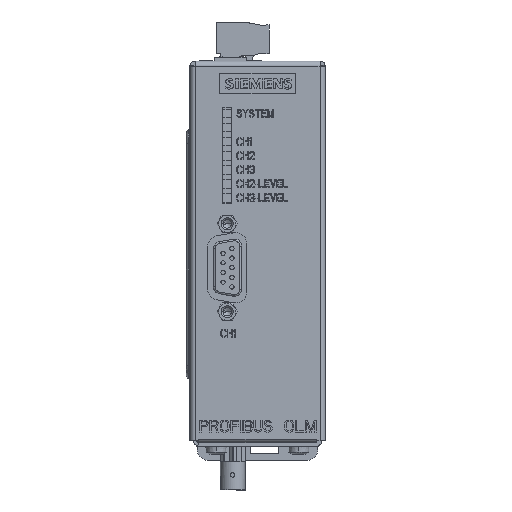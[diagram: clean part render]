
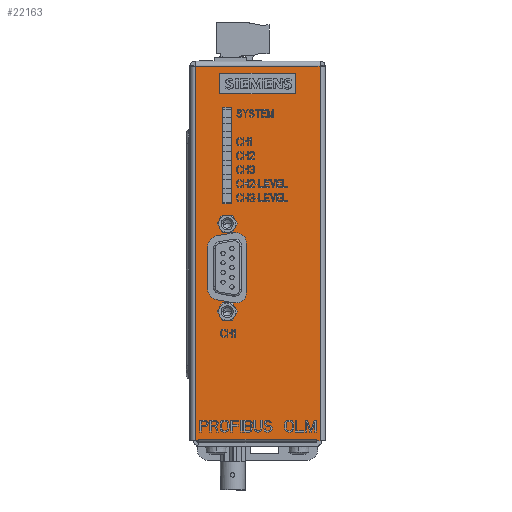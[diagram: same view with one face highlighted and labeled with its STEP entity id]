
A CAD part, front view. The second image highlights one B-rep face of the part: STEP entity #22163.
In plain terms, the highlighted face is planar.
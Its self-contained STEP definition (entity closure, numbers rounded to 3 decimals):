
#1391=CIRCLE('',#78719,3.);
#1392=CIRCLE('',#78722,3.);
#1393=CIRCLE('',#78725,3.);
#1394=CIRCLE('',#78728,3.);
#1429=CIRCLE('',#78946,2.45);
#1430=CIRCLE('',#78947,2.45);
#1431=CIRCLE('',#78948,2.45);
#1432=CIRCLE('',#78949,2.45);
#2075=FACE_BOUND('',#29074,.T.);
#2076=FACE_BOUND('',#29075,.T.);
#2077=FACE_BOUND('',#29076,.T.);
#2078=FACE_BOUND('',#29077,.T.);
#2079=FACE_BOUND('',#29078,.T.);
#2080=FACE_BOUND('',#29079,.T.);
#22163=ADVANCED_FACE('NONE',(#2075,#2076,#2077,#2078,#2079,#2080),#24429,
 .T.);
#24429=PLANE('',#78950);
#29074=EDGE_LOOP('',(#38615,#38616,#38617,#38618));
#29075=EDGE_LOOP('',(#38619,#38620,#38621,#38622,#38623,#38624,#38625,#38626));
#29076=EDGE_LOOP('',(#38627,#38628,#38629,#38630,#38631,#38632,#38633,#38634));
#29077=EDGE_LOOP('',(#38635,#38636));
#29078=EDGE_LOOP('',(#38637,#38638));
#29079=EDGE_LOOP('',(#38639,#38640,#38641,#38642));
#38615=ORIENTED_EDGE('',*,*,#56702,.T.);
#38616=ORIENTED_EDGE('',*,*,#57154,.T.);
#38617=ORIENTED_EDGE('',*,*,#56699,.T.);
#38618=ORIENTED_EDGE('',*,*,#57155,.T.);
#38619=ORIENTED_EDGE('',*,*,#56354,.F.);
#38620=ORIENTED_EDGE('',*,*,#56707,.T.);
#38621=ORIENTED_EDGE('',*,*,#56703,.T.);
#38622=ORIENTED_EDGE('',*,*,#57146,.T.);
#38623=ORIENTED_EDGE('',*,*,#57156,.F.);
#38624=ORIENTED_EDGE('',*,*,#57157,.F.);
#38625=ORIENTED_EDGE('',*,*,#56732,.T.);
#38626=ORIENTED_EDGE('',*,*,#56706,.T.);
#38627=ORIENTED_EDGE('',*,*,#56722,.T.);
#38628=ORIENTED_EDGE('',*,*,#56723,.T.);
#38629=ORIENTED_EDGE('',*,*,#56709,.T.);
#38630=ORIENTED_EDGE('',*,*,#56712,.T.);
#38631=ORIENTED_EDGE('',*,*,#56714,.T.);
#38632=ORIENTED_EDGE('',*,*,#56716,.T.);
#38633=ORIENTED_EDGE('',*,*,#56718,.T.);
#38634=ORIENTED_EDGE('',*,*,#56720,.T.);
#38635=ORIENTED_EDGE('',*,*,#57158,.T.);
#38636=ORIENTED_EDGE('',*,*,#57159,.T.);
#38637=ORIENTED_EDGE('',*,*,#57160,.T.);
#38638=ORIENTED_EDGE('',*,*,#57161,.T.);
#38639=ORIENTED_EDGE('',*,*,#56730,.T.);
#38640=ORIENTED_EDGE('',*,*,#56731,.T.);
#38641=ORIENTED_EDGE('',*,*,#56726,.T.);
#38642=ORIENTED_EDGE('',*,*,#56728,.T.);
#48231=VERTEX_POINT('',#104980);
#48232=VERTEX_POINT('',#104982);
#48235=VERTEX_POINT('',#104990);
#48276=VERTEX_POINT('',#105176);
#48502=VERTEX_POINT('',#105851);
#48503=VERTEX_POINT('',#105853);
#48504=VERTEX_POINT('',#105857);
#48505=VERTEX_POINT('',#105859);
#48506=VERTEX_POINT('',#105863);
#48507=VERTEX_POINT('',#105864);
#48508=VERTEX_POINT('',#105873);
#48509=VERTEX_POINT('',#105875);
#48510=VERTEX_POINT('',#105879);
#48511=VERTEX_POINT('',#105883);
#48512=VERTEX_POINT('',#105887);
#48513=VERTEX_POINT('',#105891);
#48514=VERTEX_POINT('',#105895);
#48515=VERTEX_POINT('',#105899);
#48516=VERTEX_POINT('',#105905);
#48517=VERTEX_POINT('',#105907);
#48518=VERTEX_POINT('',#105911);
#48519=VERTEX_POINT('',#105915);
#48751=VERTEX_POINT('',#107221);
#48755=VERTEX_POINT('',#107239);
#48756=VERTEX_POINT('',#107242);
#48757=VERTEX_POINT('',#107243);
#48758=VERTEX_POINT('',#107246);
#48759=VERTEX_POINT('',#107247);
#56354=EDGE_CURVE('NONE',#48231,#48232,#64836,.T.);
#56699=EDGE_CURVE('NONE',#48502,#48503,#65097,.T.);
#56702=EDGE_CURVE('NONE',#48504,#48505,#65100,.T.);
#56703=EDGE_CURVE('NONE',#48506,#48507,#65101,.T.);
#56706=EDGE_CURVE('NONE',#48235,#48232,#65104,.T.);
#56707=EDGE_CURVE('NONE',#48231,#48506,#65105,.T.);
#56709=EDGE_CURVE('NONE',#48509,#48508,#1391,.T.);
#56712=EDGE_CURVE('NONE',#48508,#48510,#65109,.T.);
#56714=EDGE_CURVE('NONE',#48510,#48511,#1392,.T.);
#56716=EDGE_CURVE('NONE',#48511,#48512,#65112,.T.);
#56718=EDGE_CURVE('NONE',#48512,#48513,#1393,.T.);
#56720=EDGE_CURVE('NONE',#48513,#48514,#65115,.T.);
#56722=EDGE_CURVE('NONE',#48514,#48515,#1394,.T.);
#56723=EDGE_CURVE('NONE',#48515,#48509,#65117,.T.);
#56726=EDGE_CURVE('NONE',#48516,#48517,#65120,.T.);
#56728=EDGE_CURVE('NONE',#48517,#48518,#65122,.T.);
#56730=EDGE_CURVE('NONE',#48518,#48519,#65124,.T.);
#56731=EDGE_CURVE('NONE',#48519,#48516,#65125,.T.);
#56732=EDGE_CURVE('NONE',#48276,#48235,#65126,.T.);
#57146=EDGE_CURVE('NONE',#48507,#48751,#65497,.T.);
#57154=EDGE_CURVE('NONE',#48505,#48502,#65504,.T.);
#57155=EDGE_CURVE('NONE',#48503,#48504,#65505,.T.);
#57156=EDGE_CURVE('NONE',#48755,#48751,#65506,.T.);
#57157=EDGE_CURVE('NONE',#48276,#48755,#65507,.T.);
#57158=EDGE_CURVE('NONE',#48756,#48757,#1429,.T.);
#57159=EDGE_CURVE('NONE',#48757,#48756,#1430,.T.);
#57160=EDGE_CURVE('NONE',#48758,#48759,#1431,.T.);
#57161=EDGE_CURVE('NONE',#48759,#48758,#1432,.T.);
#64836=LINE('',#104981,#72693);
#65097=LINE('',#105854,#72954);
#65100=LINE('',#105860,#72957);
#65101=LINE('',#105862,#72958);
#65104=LINE('',#105868,#72961);
#65105=LINE('',#105870,#72962);
#65109=LINE('',#105880,#72966);
#65112=LINE('',#105888,#72969);
#65115=LINE('',#105896,#72972);
#65117=LINE('',#105902,#72974);
#65120=LINE('',#105908,#72977);
#65122=LINE('',#105912,#72979);
#65124=LINE('',#105916,#72981);
#65125=LINE('',#105918,#72982);
#65126=LINE('',#105920,#72983);
#65497=LINE('',#107220,#73354);
#65504=LINE('',#107236,#73361);
#65505=LINE('',#107237,#73362);
#65506=LINE('',#107238,#73363);
#65507=LINE('',#107240,#73364);
#72693=VECTOR('',#87656,1.);
#72954=VECTOR('',#88221,1.);
#72957=VECTOR('',#88226,1.);
#72958=VECTOR('',#88229,1.);
#72961=VECTOR('',#88234,1.);
#72962=VECTOR('',#88237,1.);
#72966=VECTOR('',#88247,1.);
#72969=VECTOR('',#88256,1.);
#72972=VECTOR('',#88265,1.);
#72974=VECTOR('',#88273,1.);
#72977=VECTOR('',#88278,1.);
#72979=VECTOR('',#88282,1.);
#72981=VECTOR('',#88286,1.);
#72982=VECTOR('',#88289,1.);
#72983=VECTOR('',#88292,1.);
#73354=VECTOR('',#89075,1.);
#73361=VECTOR('',#89092,1.);
#73362=VECTOR('',#89093,1.);
#73363=VECTOR('',#89094,1.);
#73364=VECTOR('',#89095,1.);
#78719=AXIS2_PLACEMENT_3D('',#105874,#88241,#88242);
#78722=AXIS2_PLACEMENT_3D('',#105884,#88251,#88252);
#78725=AXIS2_PLACEMENT_3D('',#105892,#88260,#88261);
#78728=AXIS2_PLACEMENT_3D('',#105900,#88269,#88270);
#78946=AXIS2_PLACEMENT_3D('',#107241,#89096,#89097);
#78947=AXIS2_PLACEMENT_3D('',#107244,#89098,#89099);
#78948=AXIS2_PLACEMENT_3D('',#107245,#89100,#89101);
#78949=AXIS2_PLACEMENT_3D('',#107248,#89102,#89103);
#78950=AXIS2_PLACEMENT_3D('',#107249,#89104,#89105);
#87656=DIRECTION('',(-1.,0.,0.));
#88221=DIRECTION('',(-1.,0.,0.));
#88226=DIRECTION('',(1.,0.,0.));
#88229=DIRECTION('',(1.,0.,0.));
#88234=DIRECTION('',(0.,-1.,0.));
#88237=DIRECTION('',(0.,1.,0.));
#88241=DIRECTION('',(0.,0.,-1.));
#88242=DIRECTION('',(1.,0.,0.));
#88247=DIRECTION('',(0.985,0.174,0.));
#88251=DIRECTION('',(0.,0.,-1.));
#88252=DIRECTION('',(1.,0.,0.));
#88256=DIRECTION('',(0.,-1.,0.));
#88260=DIRECTION('',(0.,0.,-1.));
#88261=DIRECTION('',(1.,0.,0.));
#88265=DIRECTION('',(-0.985,0.174,0.));
#88269=DIRECTION('',(0.,0.,-1.));
#88270=DIRECTION('',(1.,0.,0.));
#88273=DIRECTION('',(0.,1.,0.));
#88278=DIRECTION('',(0.,1.,0.));
#88282=DIRECTION('',(1.,0.,0.));
#88286=DIRECTION('',(0.,-1.,0.));
#88289=DIRECTION('',(-1.,0.,0.));
#88292=DIRECTION('',(-1.,0.,0.));
#89075=DIRECTION('',(0.,-1.,0.));
#89092=DIRECTION('',(0.,-1.,0.));
#89093=DIRECTION('',(0.,1.,0.));
#89094=DIRECTION('',(-1.,0.,0.));
#89095=DIRECTION('',(0.,-1.,0.));
#89096=DIRECTION('',(0.,0.,-1.));
#89097=DIRECTION('',(1.,0.,0.));
#89098=DIRECTION('',(0.,0.,-1.));
#89099=DIRECTION('',(1.,0.,0.));
#89100=DIRECTION('',(0.,0.,-1.));
#89101=DIRECTION('',(1.,0.,0.));
#89102=DIRECTION('',(0.,0.,-1.));
#89103=DIRECTION('',(1.,0.,0.));
#89104=DIRECTION('',(0.,0.,1.));
#89105=DIRECTION('',(1.,0.,0.));
#104980=CARTESIAN_POINT('',(-3.,-54.,0.));
#104981=CARTESIAN_POINT('',(-5.,-54.,0.));
#104982=CARTESIAN_POINT('',(-4.,-54.,0.));
#104990=CARTESIAN_POINT('',(-4.,52.5,0.));
#105176=CARTESIAN_POINT('',(31.5,52.5,0.));
#105851=CARTESIAN_POINT('',(6.35,13.355,0.));
#105853=CARTESIAN_POINT('',(3.85,13.355,0.));
#105854=CARTESIAN_POINT('',(0.,13.355,0.));
#105857=CARTESIAN_POINT('',(3.85,40.855,0.));
#105859=CARTESIAN_POINT('',(6.35,40.855,0.));
#105860=CARTESIAN_POINT('',(0.,40.855,0.));
#105862=CARTESIAN_POINT('',(0.,-53.5,0.));
#105863=CARTESIAN_POINT('',(-3.,-53.5,0.));
#105864=CARTESIAN_POINT('',(30.5,-53.5,0.));
#105868=CARTESIAN_POINT('',(-4.,0.,0.));
#105870=CARTESIAN_POINT('',(-3.,0.,0.));
#105873=CARTESIAN_POINT('',(2.079,4.278,0.));
#105874=CARTESIAN_POINT('',(2.6,1.323,0.));
#105875=CARTESIAN_POINT('',(-0.4,1.323,0.));
#105879=CARTESIAN_POINT('',(7.079,5.159,0.));
#105880=CARTESIAN_POINT('',(2.079,4.278,0.));
#105883=CARTESIAN_POINT('',(10.6,2.205,0.));
#105884=CARTESIAN_POINT('',(7.6,2.205,0.));
#105887=CARTESIAN_POINT('',(10.6,-11.795,0.));
#105888=CARTESIAN_POINT('',(10.6,0.,0.));
#105891=CARTESIAN_POINT('',(7.079,-14.749,0.));
#105892=CARTESIAN_POINT('',(7.6,-11.795,0.));
#105895=CARTESIAN_POINT('',(2.079,-13.868,0.));
#105896=CARTESIAN_POINT('',(7.079,-14.749,0.));
#105899=CARTESIAN_POINT('',(-0.4,-10.913,0.));
#105900=CARTESIAN_POINT('',(2.6,-10.913,0.));
#105902=CARTESIAN_POINT('',(-0.4,0.,0.));
#105905=CARTESIAN_POINT('',(2.95,44.7,0.));
#105907=CARTESIAN_POINT('',(2.95,50.5,0.));
#105908=CARTESIAN_POINT('',(2.95,0.,0.));
#105911=CARTESIAN_POINT('',(24.55,50.5,0.));
#105912=CARTESIAN_POINT('',(0.,50.5,0.));
#105915=CARTESIAN_POINT('',(24.55,44.7,0.));
#105916=CARTESIAN_POINT('',(24.55,0.,0.));
#105918=CARTESIAN_POINT('',(0.,44.7,0.));
#105920=CARTESIAN_POINT('',(0.,52.5,0.));
#107220=CARTESIAN_POINT('',(30.5,0.,0.));
#107221=CARTESIAN_POINT('',(30.5,-54.,0.));
#107236=CARTESIAN_POINT('',(6.35,0.,0.));
#107237=CARTESIAN_POINT('',(3.85,0.,0.));
#107238=CARTESIAN_POINT('',(32.207,-54.,0.));
#107239=CARTESIAN_POINT('',(31.5,-54.,0.));
#107240=CARTESIAN_POINT('',(31.5,-54.,0.));
#107241=CARTESIAN_POINT('',(5.1,7.705,0.));
#107242=CARTESIAN_POINT('',(7.55,7.705,0.));
#107243=CARTESIAN_POINT('',(2.65,7.705,0.));
#107244=CARTESIAN_POINT('',(5.1,7.705,0.));
#107245=CARTESIAN_POINT('',(5.1,-17.295,0.));
#107246=CARTESIAN_POINT('',(7.55,-17.295,0.));
#107247=CARTESIAN_POINT('',(2.65,-17.295,0.));
#107248=CARTESIAN_POINT('',(5.1,-17.295,0.));
#107249=CARTESIAN_POINT('',(0.,0.,0.));
